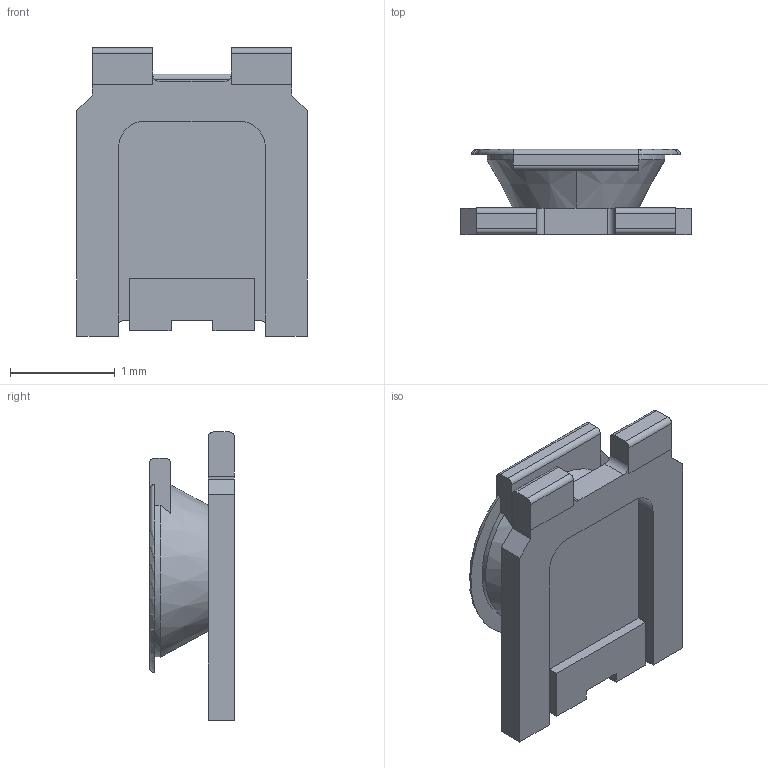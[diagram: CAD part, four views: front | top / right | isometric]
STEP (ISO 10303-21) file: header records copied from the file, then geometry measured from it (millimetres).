
FILE_DESCRIPTION (( 'STEP AP214' ), '1' );
FILE_NAME ('Panasonic EVM2W.STEP', '2016-03-13T18:46:08', ( '' ), ( '' ), 'SwSTEP 2.0', 'SolidWorks 2015', '' );
FILE_SCHEMA (( 'AUTOMOTIVE_DESIGN' ));
Length unit declared in the file: millimetre
Products named in the file (1): Panasonic EVM2W
Bounding box: 2.2 x 0.81 x 2.75 mm (x, y, z)
Volume: 1.3 mm3; surface area: 25.1 mm2
Topology: 2 solids, 2 shells, 104 faces, 282 edges, 184 vertices
Faces by surface type: plane 62, cylinder 27, cone 8, torus 7
Entity records: 4037 total; most frequent: CARTESIAN_POINT 734, ORIENTED_EDGE 564, DIRECTION 524, EDGE_CURVE 282, VERTEX_POINT 184, AXIS2_PLACEMENT_3D 177, VECTOR 170, LINE 170
